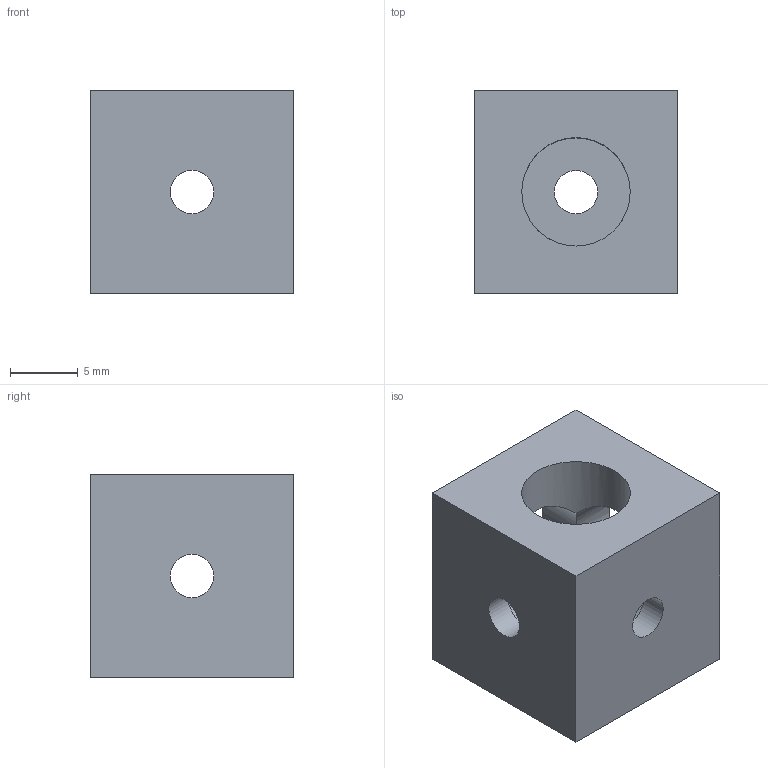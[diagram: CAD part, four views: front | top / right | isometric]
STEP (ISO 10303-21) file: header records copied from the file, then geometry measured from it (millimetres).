
FILE_DESCRIPTION(('FreeCAD Model'),'2;1');
FILE_NAME('Open CASCADE Shape Model','2022-11-07T17:49:17',(''),(''), 'Open CASCADE STEP processor 7.5','FreeCAD','Unknown');
FILE_SCHEMA(('AUTOMOTIVE_DESIGN { 1 0 10303 214 1 1 1 1 }'));
Length unit declared in the file: millimetre
Products named in the file (1): Body002
Bounding box: 15 x 15 x 15 mm (x, y, z)
Volume: 2090.5 mm3; surface area: 1799.2 mm2
Topology: 1 solids, 1 shells, 18 faces, 54 edges, 37 vertices
Faces by surface type: plane 9, cylinder 9
Full cylindrical faces by diameter (mm): 3.2 x3, 8 x6
Entity records: 1697 total; most frequent: CARTESIAN_POINT 644, DIRECTION 183, ORIENTED_EDGE 108, PCURVE 108, DEFINITIONAL_REPRESENTATION 108, LINE 75, VECTOR 75, EDGE_CURVE 54
